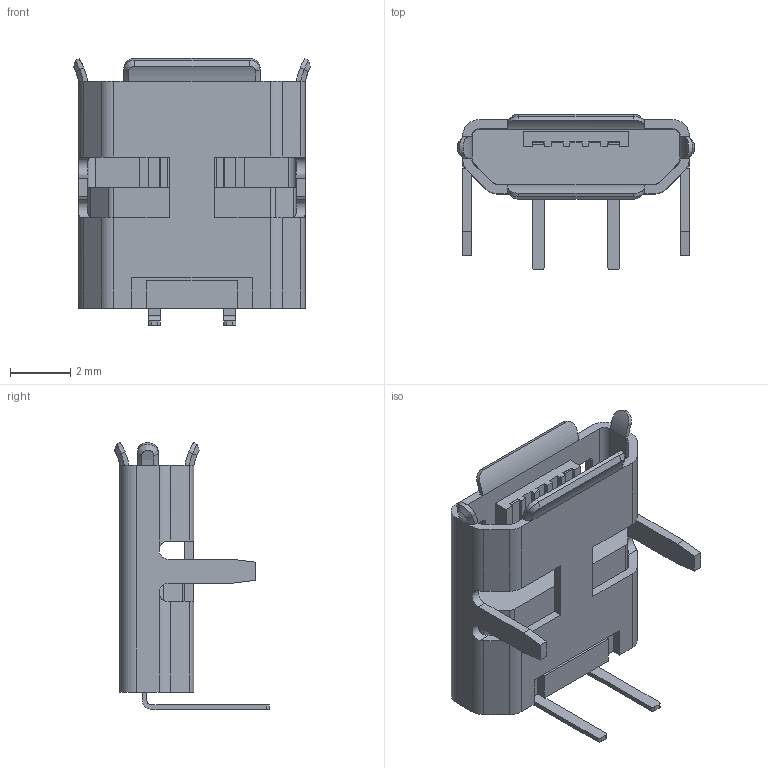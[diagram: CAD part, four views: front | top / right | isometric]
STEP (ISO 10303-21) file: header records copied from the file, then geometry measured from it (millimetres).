
FILE_DESCRIPTION((''),'2;1');
FILE_NAME('Micro USB 2 pin.stp','2023-07-11T10:53:40',('Shuvalov'),(''),'Autodesk Inventor 2011','Autodesk Inventor 2011','');
FILE_SCHEMA(('AUTOMOTIVE_DESIGN { 1 0 10303 214 1 1 1 1 }'));
Length unit declared in the file: millimetre
Products named in the file (1): Micro USB 2 pin
Bounding box: 7.85 x 5.13 x 8.83 mm (x, y, z)
Volume: 88.1 mm3; surface area: 408.6 mm2
Topology: 2 solids, 2 shells, 227 faces, 640 edges, 418 vertices
Faces by surface type: plane 144, cylinder 67, bspline 16
Entity records: 7815 total; most frequent: CARTESIAN_POINT 1910, ORIENTED_EDGE 1280, DIRECTION 1110, EDGE_CURVE 640, VECTOR 458, LINE 458, VERTEX_POINT 418, AXIS2_PLACEMENT_3D 326
